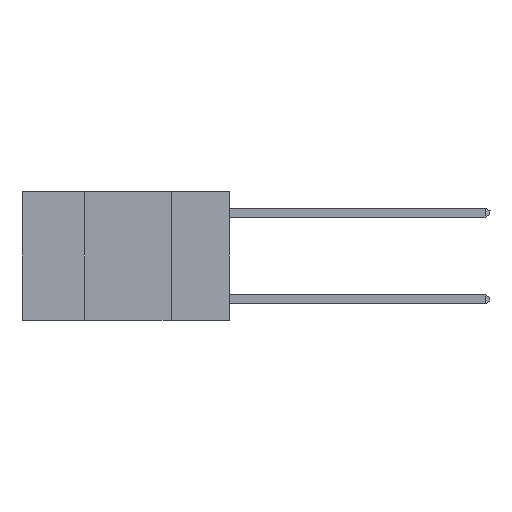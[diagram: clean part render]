
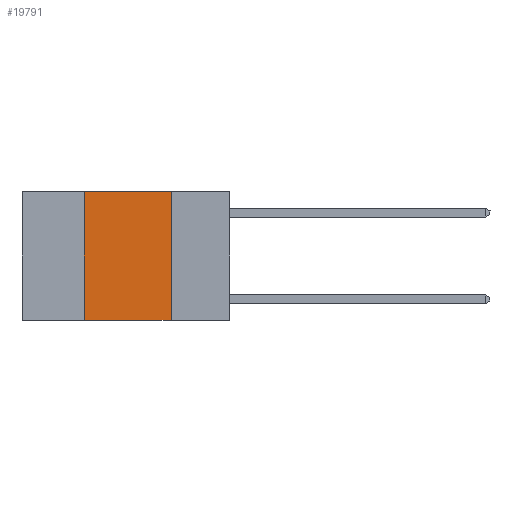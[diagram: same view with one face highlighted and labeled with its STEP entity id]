
A CAD part, left-side view. The second image highlights one B-rep face of the part: STEP entity #19791.
In plain terms, the highlighted planar face has unit normal (-1, 0, 0).
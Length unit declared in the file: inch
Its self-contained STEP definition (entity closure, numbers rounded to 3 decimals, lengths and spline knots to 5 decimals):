
#1179 = ORIENTED_EDGE ( 'NONE', *, *, #13721, .F. ) ;
#1449 = CARTESIAN_POINT ( 'NONE',  ( 0., 0.42, -0.37 ) ) ;
#2646 = ORIENTED_EDGE ( 'NONE', *, *, #5150, .F. ) ;
#3069 = AXIS2_PLACEMENT_3D ( 'NONE', #9738, #22986, #11630 ) ;
#3319 = EDGE_LOOP ( 'NONE', ( #22792, #2646, #1179, #5964 ) ) ;
#3616 = LINE ( 'NONE', #6403, #22635 ) ;
#3979 = CARTESIAN_POINT ( 'NONE',  ( 0., 0.6, -0.37 ) ) ;
#5150 = EDGE_CURVE ( 'NONE', #11631, #11063, #3616, .T. ) ;
#5900 = PLANE ( 'NONE',  #3069 ) ;
#5922 = DIRECTION ( 'NONE',  ( 0., -1., 0. ) ) ;
#5964 = ORIENTED_EDGE ( 'NONE', *, *, #11644, .T. ) ;
#6403 = CARTESIAN_POINT ( 'NONE',  ( 0., 0.6, 0. ) ) ;
#9738 = CARTESIAN_POINT ( 'NONE',  ( 0., 0.6, 0. ) ) ;
#9788 = VECTOR ( 'NONE', #16028, 39.37008 ) ;
#10205 = CARTESIAN_POINT ( 'NONE',  ( 0., 0.17, -0.37 ) ) ;
#11063 = VERTEX_POINT ( 'NONE', #21487 ) ;
#11112 = VERTEX_POINT ( 'NONE', #10205 ) ;
#11524 = LINE ( 'NONE', #3979, #21039 ) ;
#11630 = DIRECTION ( 'NONE',  ( 0., 0., -1. ) ) ;
#11631 = VERTEX_POINT ( 'NONE', #13482 ) ;
#11644 = EDGE_CURVE ( 'NONE', #22917, #11112, #11524, .T. ) ;
#11709 = LINE ( 'NONE', #22857, #21229 ) ;
#13482 = CARTESIAN_POINT ( 'NONE',  ( 0., 0.42, 0. ) ) ;
#13721 = EDGE_CURVE ( 'NONE', #22917, #11631, #11709, .T. ) ;
#14117 = CARTESIAN_POINT ( 'NONE',  ( 0., 0.17, 0. ) ) ;
#14345 = FACE_OUTER_BOUND ( 'NONE', #3319, .T. ) ;
#14834 = LINE ( 'NONE', #14117, #9788 ) ;
#15174 = EDGE_CURVE ( 'NONE', #11063, #11112, #14834, .T. ) ;
#16028 = DIRECTION ( 'NONE',  ( 0., 0., -1. ) ) ;
#19791 = ADVANCED_FACE ( 'NONE', ( #14345 ), #5900, .F. ) ;
#21039 = VECTOR ( 'NONE', #5922, 39.37008 ) ;
#21229 = VECTOR ( 'NONE', #22936, 39.37008 ) ;
#21487 = CARTESIAN_POINT ( 'NONE',  ( 0., 0.17, 0. ) ) ;
#21611 = DIRECTION ( 'NONE',  ( 0., -1., 0. ) ) ;
#22635 = VECTOR ( 'NONE', #21611, 39.37008 ) ;
#22792 = ORIENTED_EDGE ( 'NONE', *, *, #15174, .F. ) ;
#22857 = CARTESIAN_POINT ( 'NONE',  ( 0., 0.42, 0. ) ) ;
#22917 = VERTEX_POINT ( 'NONE', #1449 ) ;
#22936 = DIRECTION ( 'NONE',  ( 0., 0., 1. ) ) ;
#22986 = DIRECTION ( 'NONE',  ( 1., 0., 0. ) ) ;
